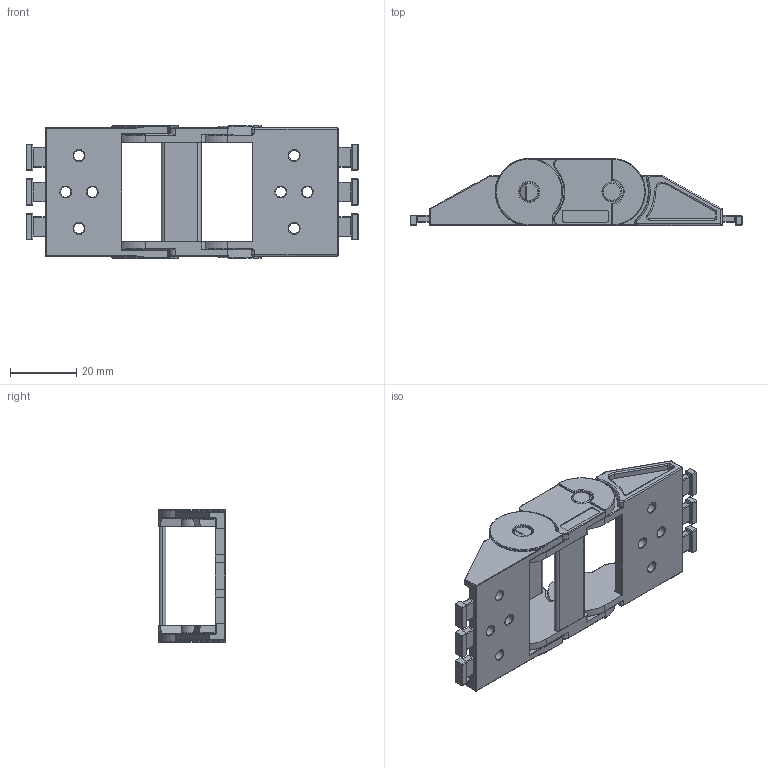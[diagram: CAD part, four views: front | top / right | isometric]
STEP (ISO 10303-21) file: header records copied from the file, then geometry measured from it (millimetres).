
FILE_DESCRIPTION (( 'STEP AP214' ), '1' );
FILE_NAME ('CK15-F030-AYAK.STEP', '2019-09-10T09:05:15', ( '' ), ( '' ), 'SwSTEP 2.0', 'SolidWorks 2017', '' );
FILE_SCHEMA (( 'AUTOMOTIVE_DESIGN' ));
Length unit declared in the file: millimetre
Products named in the file (1): CK15-F030-AYAK
Bounding box: 100.31 x 20.2 x 40 mm (x, y, z)
Volume: 16193.7 mm3; surface area: 15719.4 mm2
Topology: 3 solids, 3 shells, 760 faces, 1873 edges, 1081 vertices
Faces by surface type: cylinder 350, plane 166, torus 163, sphere 38, bspline 24, cone 19
Entity records: 22717 total; most frequent: CARTESIAN_POINT 4745, DIRECTION 4093, ORIENTED_EDGE 3638, EDGE_CURVE 1819, AXIS2_PLACEMENT_3D 1659, VERTEX_POINT 1077, CIRCLE 922, EDGE_LOOP 798
